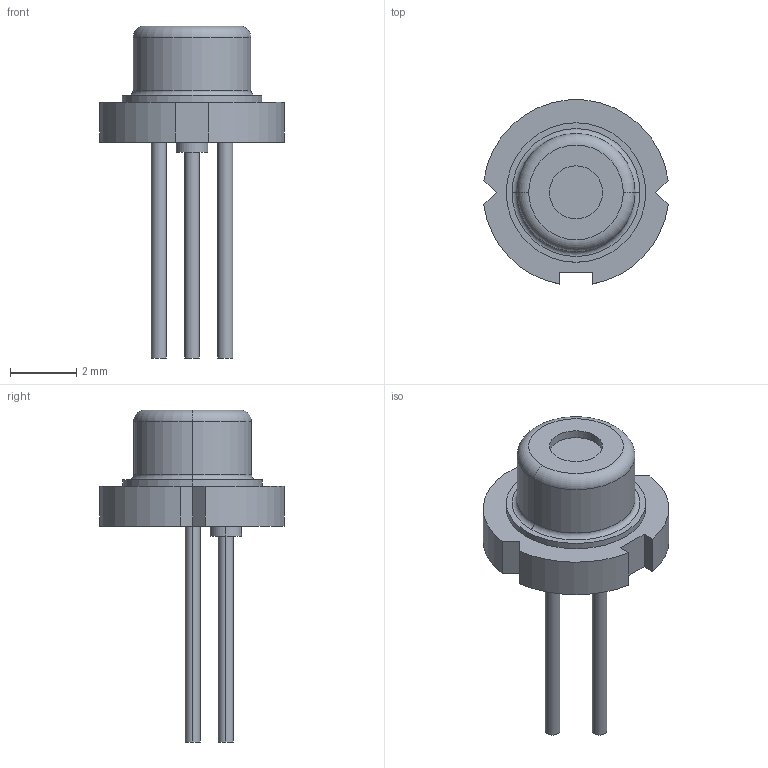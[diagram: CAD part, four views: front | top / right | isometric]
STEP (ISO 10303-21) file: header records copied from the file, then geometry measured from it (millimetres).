
FILE_DESCRIPTION (( 'STEP AP214' ), '1' );
FILE_NAME ('ld_to18_5_6mm_SONY SLD3232VF.STEP', '2017-10-04T20:00:03', ( 'e' ), ( 'Microsoft' ), 'SwSTEP 2.0', 'SolidWorks 2013', '' );
FILE_SCHEMA (( 'AUTOMOTIVE_DESIGN' ));
Length unit declared in the file: millimetre
Products named in the file (1): ld_to18_5_6mm_SONY SLD3232VF
Bounding box: 5.55 x 5.54 x 10 mm (x, y, z)
Volume: 46.8 mm3; surface area: 164.7 mm2
Topology: 1 solids, 2 shells, 65 faces, 142 edges, 92 vertices
Faces by surface type: plane 32, cylinder 25, torus 8
Entity records: 2514 total; most frequent: DIRECTION 342, CARTESIAN_POINT 300, ORIENTED_EDGE 284, EDGE_CURVE 142, AXIS2_PLACEMENT_3D 134, VERTEX_POINT 92, EDGE_LOOP 76, VECTOR 74
